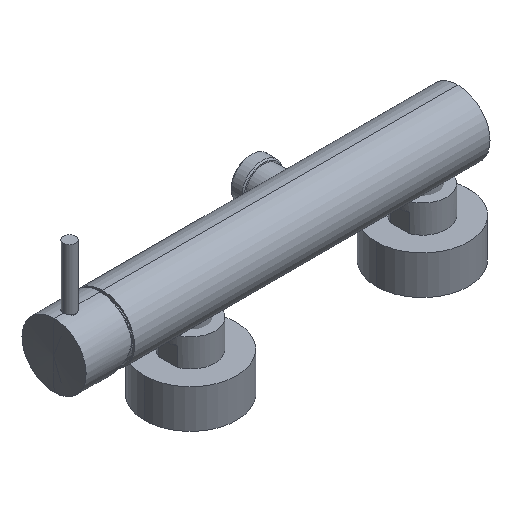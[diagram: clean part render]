
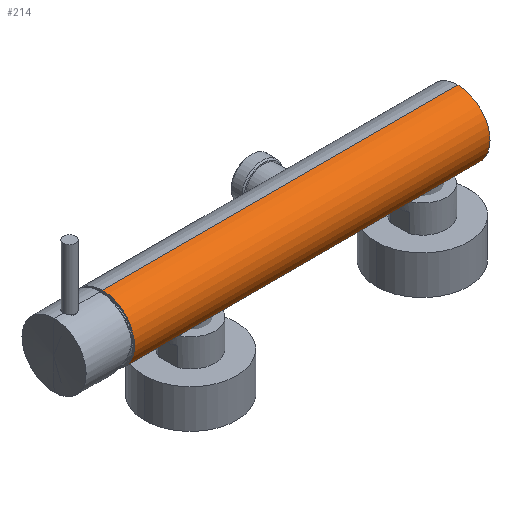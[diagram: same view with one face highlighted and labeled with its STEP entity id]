
A CAD part, isometric view. The second image highlights one B-rep face of the part: STEP entity #214.
In plain terms, the highlighted cylindrical face has radius 20.75 mm (diameter 41.5 mm), a partial arc.
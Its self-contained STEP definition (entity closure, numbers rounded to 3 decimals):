
#30=CARTESIAN_POINT('',(-132.,0.,0.));
#31=DIRECTION('',(-1.,0.,0.));
#32=DIRECTION('',(0.,0.,-1.));
#33=AXIS2_PLACEMENT_3D('',#30,#31,#32);
#40=CARTESIAN_POINT('',(85.,0.,-20.75));
#41=CARTESIAN_POINT('',(85.,-0.673,-20.75));
#42=CARTESIAN_POINT('',(84.867,-1.989,-20.685));
#43=CARTESIAN_POINT('',(84.281,-3.895,-20.409));
#44=CARTESIAN_POINT('',(83.35,-5.615,-19.999));
#45=CARTESIAN_POINT('',(82.113,-7.118,-19.509));
#46=CARTESIAN_POINT('',(80.608,-8.356,-19.006));
#47=CARTESIAN_POINT('',(78.878,-9.288,-18.562));
#48=CARTESIAN_POINT('',(76.966,-9.873,-18.252));
#49=CARTESIAN_POINT('',(74.952,-10.068,-18.143));
#50=CARTESIAN_POINT('',(72.935,-9.854,-18.263));
#51=CARTESIAN_POINT('',(71.023,-9.246,-18.583));
#52=CARTESIAN_POINT('',(69.312,-8.301,-19.03));
#53=CARTESIAN_POINT('',(67.831,-7.06,-19.53));
#54=CARTESIAN_POINT('',(66.618,-5.565,-20.013));
#55=CARTESIAN_POINT('',(65.705,-3.856,-20.416));
#56=CARTESIAN_POINT('',(65.13,-1.969,-20.687));
#57=CARTESIAN_POINT('',(65.,-0.666,-20.75));
#58=CARTESIAN_POINT('',(65.,0.,-20.75));
#60=DIRECTION('',(-1.,0.,0.));
#61=VECTOR('',#60,130.);
#62=CARTESIAN_POINT('',(65.,0.,-20.75));
#63=LINE('',#62,#61);
#64=CARTESIAN_POINT('',(-65.,0.,-20.75));
#65=CARTESIAN_POINT('',(-65.,-0.666,-20.75));
#66=CARTESIAN_POINT('',(-65.13,-1.969,-20.687));
#67=CARTESIAN_POINT('',(-65.705,-3.856,-20.416));
#68=CARTESIAN_POINT('',(-66.618,-5.565,-20.013));
#69=CARTESIAN_POINT('',(-67.831,-7.06,-19.53));
#70=CARTESIAN_POINT('',(-69.312,-8.301,-19.03));
#71=CARTESIAN_POINT('',(-71.023,-9.246,-18.583));
#72=CARTESIAN_POINT('',(-72.935,-9.854,-18.263));
#73=CARTESIAN_POINT('',(-74.952,-10.068,-18.143));
#74=CARTESIAN_POINT('',(-76.966,-9.873,-18.252));
#75=CARTESIAN_POINT('',(-78.878,-9.288,-18.562));
#76=CARTESIAN_POINT('',(-80.608,-8.356,-19.006));
#77=CARTESIAN_POINT('',(-82.113,-7.118,-19.509));
#78=CARTESIAN_POINT('',(-83.35,-5.615,-19.999));
#79=CARTESIAN_POINT('',(-84.281,-3.895,-20.409));
#80=CARTESIAN_POINT('',(-84.867,-1.989,-20.685));
#81=CARTESIAN_POINT('',(-85.,-0.673,-20.75));
#82=CARTESIAN_POINT('',(-85.,0.,-20.75));
#84=DIRECTION('',(-1.,0.,0.));
#85=VECTOR('',#84,47.);
#86=CARTESIAN_POINT('',(-85.,0.,-20.75));
#87=LINE('',#86,#85);
#88=CARTESIAN_POINT('',(98.,0.,0.));
#89=DIRECTION('',(-1.,0.,0.));
#90=DIRECTION('',(0.,0.,-1.));
#91=AXIS2_PLACEMENT_3D('',#88,#89,#90);
#93=DIRECTION('',(-1.,0.,0.));
#94=VECTOR('',#93,13.);
#95=CARTESIAN_POINT('',(98.,0.,-20.75));
#96=LINE('',#95,#94);
#122=DIRECTION('',(-1.,0.,0.));
#123=VECTOR('',#122,230.);
#124=CARTESIAN_POINT('',(98.,0.,20.75));
#125=LINE('',#124,#123);
#154=CARTESIAN_POINT('',(-132.,0.,-20.75));
#155=CARTESIAN_POINT('',(-132.,0.,20.75));
#156=VERTEX_POINT('',#154);
#157=VERTEX_POINT('',#155);
#158=CARTESIAN_POINT('',(98.,0.,-20.75));
#159=CARTESIAN_POINT('',(98.,0.,20.75));
#160=VERTEX_POINT('',#158);
#161=VERTEX_POINT('',#159);
#164=VERTEX_POINT('',#64);
#165=VERTEX_POINT('',#82);
#166=VERTEX_POINT('',#58);
#167=VERTEX_POINT('',#40);
#192=CARTESIAN_POINT('',(98.,0.,0.));
#193=DIRECTION('',(-1.,0.,0.));
#194=DIRECTION('',(0.,0.,-1.));
#195=AXIS2_PLACEMENT_3D('',#192,#193,#194);
#196=CYLINDRICAL_SURFACE('',#195,20.75);
#198=ORIENTED_EDGE('',*,*,#197,.T.);
#200=ORIENTED_EDGE('',*,*,#199,.T.);
#202=ORIENTED_EDGE('',*,*,#201,.T.);
#204=ORIENTED_EDGE('',*,*,#203,.T.);
#205=ORIENTED_EDGE('',*,*,#173,.T.);
#207=ORIENTED_EDGE('',*,*,#206,.F.);
#209=ORIENTED_EDGE('',*,*,#208,.F.);
#211=ORIENTED_EDGE('',*,*,#210,.T.);
#212=EDGE_LOOP('',(#198,#200,#202,#204,#205,#207,#209,#211));
#213=FACE_OUTER_BOUND('',#212,.F.);
#214=ADVANCED_FACE('',(#213),#196,.T.);
#34=CIRCLE('',#33,20.75);
#59=B_SPLINE_CURVE_WITH_KNOTS('',3,(#40,#41,#42,#43,#44,#45,#46,#47,#48,#49,#50,
#51,#52,#53,#54,#55,#56,#57,#58),.UNSPECIFIED.,.F.,.F.,(4,1,1,1,1,1,1,1,1,1,1,1,
1,1,1,1,4),(0.,0.063,0.125,0.188,0.25,0.313,0.375,0.438,
0.5,0.563,0.625,0.688,0.75,0.813,0.875,0.938,1.),
.UNSPECIFIED.);
#83=B_SPLINE_CURVE_WITH_KNOTS('',3,(#64,#65,#66,#67,#68,#69,#70,#71,#72,#73,#74,
#75,#76,#77,#78,#79,#80,#81,#82),.UNSPECIFIED.,.F.,.F.,(4,1,1,1,1,1,1,1,1,1,1,1,
1,1,1,1,4),(0.,0.063,0.125,0.188,0.25,0.313,0.375,0.438,
0.5,0.563,0.625,0.688,0.75,0.813,0.875,0.938,1.),
.UNSPECIFIED.);
#92=CIRCLE('',#91,20.75);
#173=EDGE_CURVE('',#156,#157,#34,.T.);
#197=EDGE_CURVE('',#167,#166,#59,.T.);
#199=EDGE_CURVE('',#166,#164,#63,.T.);
#201=EDGE_CURVE('',#164,#165,#83,.T.);
#203=EDGE_CURVE('',#165,#156,#87,.T.);
#206=EDGE_CURVE('',#161,#157,#125,.T.);
#208=EDGE_CURVE('',#160,#161,#92,.T.);
#210=EDGE_CURVE('',#160,#167,#96,.T.);
